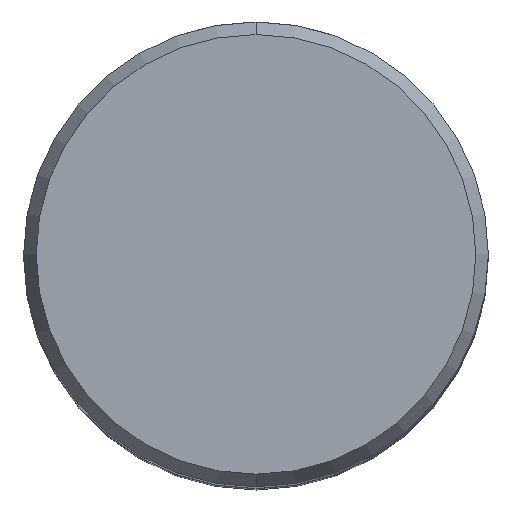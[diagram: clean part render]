
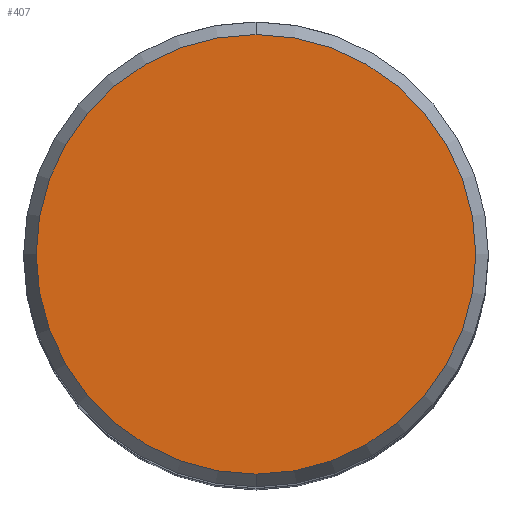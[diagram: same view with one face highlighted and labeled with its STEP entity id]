
A CAD part, top view. The second image highlights one B-rep face of the part: STEP entity #407.
In plain terms, the highlighted planar face has unit normal (0, 0, 1).
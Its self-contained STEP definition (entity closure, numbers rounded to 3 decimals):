
#345=EDGE_CURVE('',#401,#385,#716,.T.);
#359=EDGE_CURVE('',#385,#401,#731,.T.);
#385=VERTEX_POINT('',#758);
#401=VERTEX_POINT('',#775);
#407=ADVANCED_FACE('',(#783),#784,.T.);
#716=CIRCLE('',#1375,12.012);
#731=CIRCLE('',#1394,12.012);
#758=CARTESIAN_POINT('',(0.0,12.012,0.));
#775=CARTESIAN_POINT('',(0.,-12.012,0.));
#783=FACE_OUTER_BOUND('',#1515,.T.);
#784=PLANE('',#1516);
#1375=AXIS2_PLACEMENT_3D('',#1968,#1969,#1970);
#1394=AXIS2_PLACEMENT_3D('',#1991,#1992,#1993);
#1515=EDGE_LOOP('',(#2049,#2050));
#1516=AXIS2_PLACEMENT_3D('',#2051,#2052,#2053);
#1968=CARTESIAN_POINT('',(0.0,0.0,0.));
#1969=DIRECTION('',(0.0,0.0,-1.0));
#1970=DIRECTION('',(0.0,1.0,0.0));
#1991=CARTESIAN_POINT('',(0.0,0.0,0.));
#1992=DIRECTION('',(0.0,0.0,-1.0));
#1993=DIRECTION('',(0.0,1.0,0.0));
#2049=ORIENTED_EDGE('',*,*,#359,.F.);
#2050=ORIENTED_EDGE('',*,*,#345,.F.);
#2051=CARTESIAN_POINT('',(0.0,6.006,0.));
#2052=DIRECTION('',(-0.0,0.0,1.0));
#2053=DIRECTION('',(0.0,-1.0,0.0));
